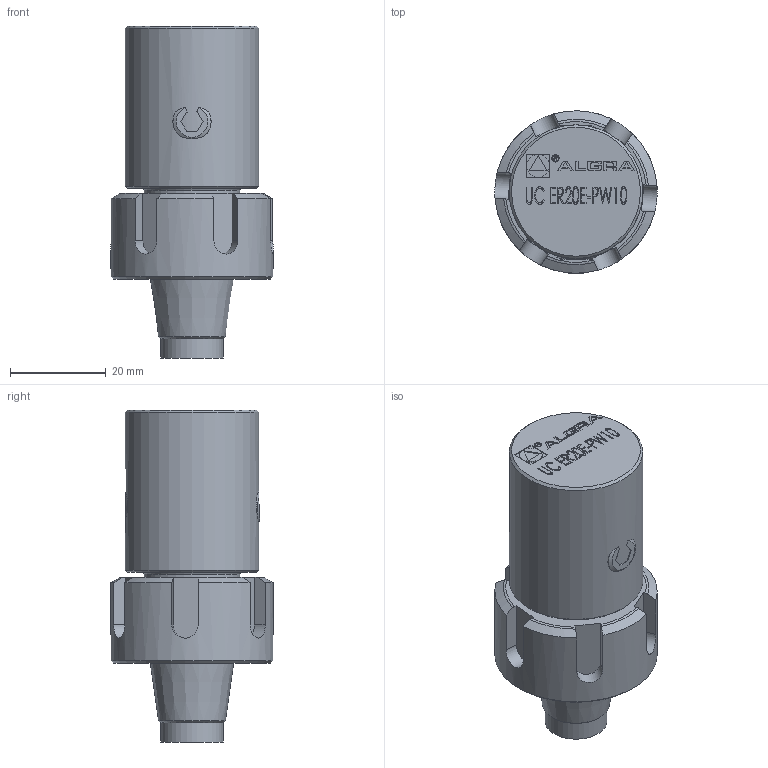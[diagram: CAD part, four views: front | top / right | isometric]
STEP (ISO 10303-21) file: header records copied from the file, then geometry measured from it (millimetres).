
FILE_DESCRIPTION (( 'STEP AP214' ), '1' );
FILE_NAME ('UCER20E-PW10.STEP', '2023-05-04T06:52:29', ( '' ), ( '' ), 'SwSTEP 2.0', 'SolidWorks 2016', '' );
FILE_SCHEMA (( 'AUTOMOTIVE_DESIGN' ));
Length unit declared in the file: millimetre
Products named in the file (1): UCER20E-PW10
Bounding box: 34 x 34 x 69.5 mm (x, y, z)
Volume: 39247.9 mm3; surface area: 8344.4 mm2
Topology: 1 solids, 1 shells, 337 faces, 892 edges, 593 vertices
Faces by surface type: plane 220, bspline 56, cylinder 40, cone 14, torus 7
Full cylindrical faces by diameter (mm): 1.275 x1, 1.575 x1, 4.775 x1, 13 x1, 19.95 x1, 28 x1, 34 x1
Entity records: 16612 total; most frequent: CARTESIAN_POINT 5891, ORIENTED_EDGE 1748, DIRECTION 1368, EDGE_CURVE 874, VECTOR 612, LINE 612, VERTEX_POINT 589, EDGE_LOOP 387
